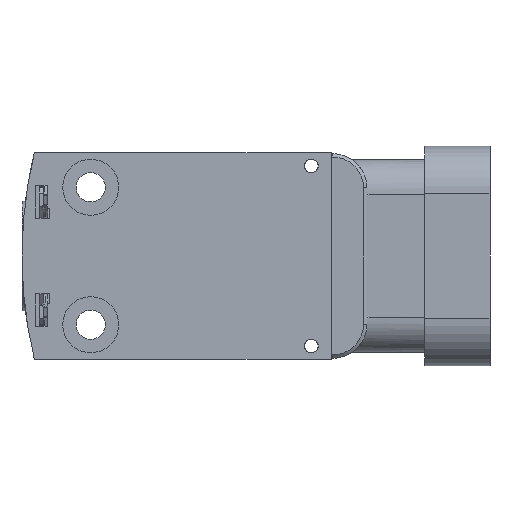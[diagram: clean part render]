
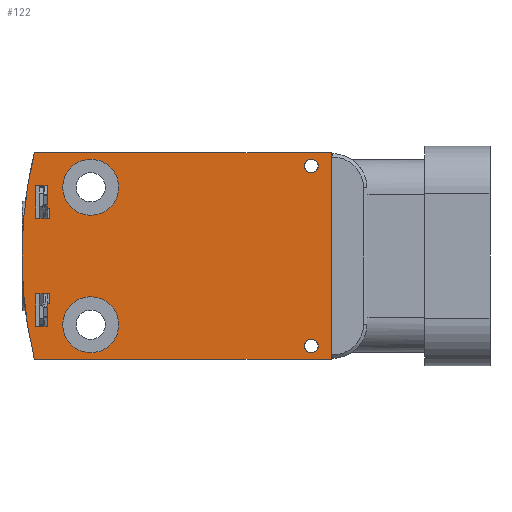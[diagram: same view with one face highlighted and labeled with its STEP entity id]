
A CAD part, left-side view. The second image highlights one B-rep face of the part: STEP entity #122.
In plain terms, the highlighted planar face has unit normal (-1, 0, 0).
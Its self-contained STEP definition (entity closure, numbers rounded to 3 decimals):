
#122=ADVANCED_FACE('',(#968,#969,#970,#971,#972,#973,#974),#975,.T.);
#968=FACE_OUTER_BOUND('',#2786,.T.);
#969=FACE_BOUND('',#2787,.T.);
#970=FACE_BOUND('',#2788,.T.);
#971=FACE_BOUND('',#2789,.T.);
#972=FACE_BOUND('',#2790,.T.);
#973=FACE_BOUND('',#2791,.T.);
#974=FACE_BOUND('',#2792,.T.);
#975=PLANE('',#2793);
#2786=EDGE_LOOP('',(#5898,#5899,#5900,#5901,#5902,#5903,#5904,#5905));
#2787=EDGE_LOOP('',(#5906,#5907));
#2788=EDGE_LOOP('',(#5908,#5909));
#2789=EDGE_LOOP('',(#5910,#5911,#5912,#5913,#5914,#5915));
#2790=EDGE_LOOP('',(#5916,#5917,#5918,#5919,#5920,#5921));
#2791=EDGE_LOOP('',(#5922,#5923));
#2792=EDGE_LOOP('',(#5924,#5925));
#2793=AXIS2_PLACEMENT_3D('',#5926,#5927,#5928);
#5898=ORIENTED_EDGE('',*,*,#11919,.F.);
#5899=ORIENTED_EDGE('',*,*,#11618,.T.);
#5900=ORIENTED_EDGE('',*,*,#11920,.T.);
#5901=ORIENTED_EDGE('',*,*,#11622,.F.);
#5902=ORIENTED_EDGE('',*,*,#11921,.F.);
#5903=ORIENTED_EDGE('',*,*,#11922,.T.);
#5904=ORIENTED_EDGE('',*,*,#11923,.F.);
#5905=ORIENTED_EDGE('',*,*,#11924,.F.);
#5906=ORIENTED_EDGE('',*,*,#11925,.F.);
#5907=ORIENTED_EDGE('',*,*,#11926,.F.);
#5908=ORIENTED_EDGE('',*,*,#11927,.F.);
#5909=ORIENTED_EDGE('',*,*,#11928,.F.);
#5910=ORIENTED_EDGE('',*,*,#11929,.T.);
#5911=ORIENTED_EDGE('',*,*,#11691,.F.);
#5912=ORIENTED_EDGE('',*,*,#11682,.T.);
#5913=ORIENTED_EDGE('',*,*,#11930,.T.);
#5914=ORIENTED_EDGE('',*,*,#11931,.F.);
#5915=ORIENTED_EDGE('',*,*,#11932,.T.);
#5916=ORIENTED_EDGE('',*,*,#11886,.T.);
#5917=ORIENTED_EDGE('',*,*,#11918,.T.);
#5918=ORIENTED_EDGE('',*,*,#11824,.T.);
#5919=ORIENTED_EDGE('',*,*,#11933,.T.);
#5920=ORIENTED_EDGE('',*,*,#11934,.F.);
#5921=ORIENTED_EDGE('',*,*,#11935,.T.);
#5922=ORIENTED_EDGE('',*,*,#11936,.T.);
#5923=ORIENTED_EDGE('',*,*,#11937,.T.);
#5924=ORIENTED_EDGE('',*,*,#11938,.T.);
#5925=ORIENTED_EDGE('',*,*,#11939,.T.);
#5926=CARTESIAN_POINT('',(-7.95,0.0,15.0));
#5927=DIRECTION('',(-1.0,0.0,0.0));
#5928=DIRECTION('',(0.0,0.0,1.0));
#11618=EDGE_CURVE('',#13745,#13743,#13746,.T.);
#11622=EDGE_CURVE('',#13751,#13753,#13754,.T.);
#11682=EDGE_CURVE('',#13868,#13866,#13869,.T.);
#11691=EDGE_CURVE('',#13868,#13882,#13883,.T.);
#11824=EDGE_CURVE('',#14119,#14117,#14120,.T.);
#11886=EDGE_CURVE('',#14219,#14217,#14220,.T.);
#11918=EDGE_CURVE('',#14217,#14119,#14273,.T.);
#11919=EDGE_CURVE('',#13745,#14274,#14275,.T.);
#11920=EDGE_CURVE('',#13743,#13753,#14276,.T.);
#11921=EDGE_CURVE('',#14277,#13751,#14278,.T.);
#11922=EDGE_CURVE('',#14277,#14279,#14280,.T.);
#11923=EDGE_CURVE('',#14281,#14279,#14282,.T.);
#11924=EDGE_CURVE('',#14274,#14281,#14283,.T.);
#11925=EDGE_CURVE('',#14284,#14285,#14286,.T.);
#11926=EDGE_CURVE('',#14285,#14284,#14287,.T.);
#11927=EDGE_CURVE('',#14288,#14289,#14290,.T.);
#11928=EDGE_CURVE('',#14289,#14288,#14291,.T.);
#11929=EDGE_CURVE('',#14292,#13882,#14293,.T.);
#11930=EDGE_CURVE('',#13866,#14294,#14295,.T.);
#11931=EDGE_CURVE('',#14296,#14294,#14297,.T.);
#11932=EDGE_CURVE('',#14296,#14292,#14298,.T.);
#11933=EDGE_CURVE('',#14117,#14299,#14300,.T.);
#11934=EDGE_CURVE('',#14301,#14299,#14302,.T.);
#11935=EDGE_CURVE('',#14301,#14219,#14303,.T.);
#11936=EDGE_CURVE('',#14304,#14305,#14306,.T.);
#11937=EDGE_CURVE('',#14305,#14304,#14307,.T.);
#11938=EDGE_CURVE('',#14308,#14309,#14310,.T.);
#11939=EDGE_CURVE('',#14309,#14308,#14311,.T.);
#13743=VERTEX_POINT('',#17228);
#13745=VERTEX_POINT('',#17230);
#13746=LINE('',#17231,#17232);
#13751=VERTEX_POINT('',#17272);
#13753=VERTEX_POINT('',#17308);
#13754=LINE('',#17309,#17310);
#13866=VERTEX_POINT('',#17543);
#13868=VERTEX_POINT('',#17546);
#13869=LINE('',#17547,#17548);
#13882=VERTEX_POINT('',#17583);
#13883=LINE('',#17584,#17585);
#14117=VERTEX_POINT('',#17967);
#14119=VERTEX_POINT('',#17970);
#14120=LINE('',#17971,#17972);
#14217=VERTEX_POINT('',#18272);
#14219=VERTEX_POINT('',#18275);
#14220=LINE('',#18276,#18277);
#14273=LINE('',#18396,#18397);
#14274=VERTEX_POINT('',#18398);
#14275=CIRCLE('',#18399,63.4);
#14276=LINE('',#18400,#18401);
#14277=VERTEX_POINT('',#18402);
#14278=CIRCLE('',#18403,63.4);
#14279=VERTEX_POINT('',#18404);
#14280=LINE('',#18405,#18406);
#14281=VERTEX_POINT('',#18407);
#14282=LINE('',#18408,#18409);
#14283=LINE('',#18410,#18411);
#14284=VERTEX_POINT('',#18412);
#14285=VERTEX_POINT('',#18413);
#14286=CIRCLE('',#18414,4.075);
#14287=CIRCLE('',#18415,4.075);
#14288=VERTEX_POINT('',#18416);
#14289=VERTEX_POINT('',#18417);
#14290=CIRCLE('',#18418,4.075);
#14291=CIRCLE('',#18419,4.075);
#14292=VERTEX_POINT('',#18420);
#14293=LINE('',#18421,#18422);
#14294=VERTEX_POINT('',#18423);
#14295=LINE('',#18424,#18425);
#14296=VERTEX_POINT('',#18426);
#14297=LINE('',#18427,#18428);
#14298=LINE('',#18429,#18430);
#14299=VERTEX_POINT('',#18431);
#14300=LINE('',#18432,#18433);
#14301=VERTEX_POINT('',#18434);
#14302=LINE('',#18435,#18436);
#14303=LINE('',#18437,#18438);
#14304=VERTEX_POINT('',#18439);
#14305=VERTEX_POINT('',#18440);
#14306=CIRCLE('',#18441,1.0);
#14307=CIRCLE('',#18442,1.0);
#14308=VERTEX_POINT('',#18443);
#14309=VERTEX_POINT('',#18444);
#14310=CIRCLE('',#18445,1.0);
#14311=CIRCLE('',#18446,1.0);
#17228=CARTESIAN_POINT('',(-7.95,0.0,0.893));
#17230=CARTESIAN_POINT('',(-7.95,-0.006,0.893));
#17231=CARTESIAN_POINT('',(-7.95,-0.006,0.893));
#17232=VECTOR('',#23714,0.006);
#17272=CARTESIAN_POINT('',(-7.95,-0.006,-0.893));
#17308=CARTESIAN_POINT('',(-7.95,0.0,-0.893));
#17309=CARTESIAN_POINT('',(-7.95,-0.006,-0.893));
#17310=VECTOR('',#23716,0.006);
#17543=CARTESIAN_POINT('',(-7.95,-3.65,-10.25));
#17546=CARTESIAN_POINT('',(-7.95,-3.65,-6.975));
#17547=CARTESIAN_POINT('',(-7.95,-3.65,-6.975));
#17548=VECTOR('',#23788,3.275);
#17583=CARTESIAN_POINT('',(-7.95,-4.0,-6.975));
#17584=CARTESIAN_POINT('',(-7.95,-3.65,-6.975));
#17585=VECTOR('',#23795,0.35);
#17967=CARTESIAN_POINT('',(-7.95,-4.0,5.5));
#17970=CARTESIAN_POINT('',(-7.95,-4.0,6.975));
#17971=CARTESIAN_POINT('',(-7.95,-4.0,6.975));
#17972=VECTOR('',#23984,1.475);
#18272=CARTESIAN_POINT('',(-7.95,-3.65,6.975));
#18275=CARTESIAN_POINT('',(-7.95,-3.65,10.25));
#18276=CARTESIAN_POINT('',(-7.95,-3.65,10.25));
#18277=VECTOR('',#24045,3.275);
#18396=CARTESIAN_POINT('',(-7.95,-3.65,6.975));
#18397=VECTOR('',#24079,0.35);
#18398=CARTESIAN_POINT('',(-7.95,-1.8,15.0));
#18399=AXIS2_PLACEMENT_3D('',#24080,#24081,#24082);
#18400=CARTESIAN_POINT('',(-7.95,0.0,0.893));
#18401=VECTOR('',#24083,1.786);
#18402=CARTESIAN_POINT('',(-7.95,-1.8,-15.0));
#18403=AXIS2_PLACEMENT_3D('',#24084,#24085,#24086);
#18404=CARTESIAN_POINT('',(-7.95,-45.0,-15.0));
#18405=CARTESIAN_POINT('',(-7.95,-1.8,-15.0));
#18406=VECTOR('',#24087,43.2);
#18407=CARTESIAN_POINT('',(-7.95,-45.0,15.0));
#18408=CARTESIAN_POINT('',(-7.95,-45.0,15.0));
#18409=VECTOR('',#24088,30.0);
#18410=CARTESIAN_POINT('',(-7.95,-1.8,15.0));
#18411=VECTOR('',#24089,43.2);
#18412=CARTESIAN_POINT('',(-7.95,-10.0,5.925));
#18413=CARTESIAN_POINT('',(-7.95,-10.0,14.075));
#18414=AXIS2_PLACEMENT_3D('',#24090,#24091,#24092);
#18415=AXIS2_PLACEMENT_3D('',#24093,#24094,#24095);
#18416=CARTESIAN_POINT('',(-7.95,-10.0,-14.075));
#18417=CARTESIAN_POINT('',(-7.95,-10.0,-5.925));
#18418=AXIS2_PLACEMENT_3D('',#24096,#24097,#24098);
#18419=AXIS2_PLACEMENT_3D('',#24099,#24100,#24101);
#18420=CARTESIAN_POINT('',(-7.95,-4.0,-5.5));
#18421=CARTESIAN_POINT('',(-7.95,-4.0,-5.5));
#18422=VECTOR('',#24102,1.475);
#18423=CARTESIAN_POINT('',(-7.95,-2.0,-10.25));
#18424=CARTESIAN_POINT('',(-7.95,-3.65,-10.25));
#18425=VECTOR('',#24103,1.65);
#18426=CARTESIAN_POINT('',(-7.95,-2.0,-5.5));
#18427=CARTESIAN_POINT('',(-7.95,-2.0,-5.5));
#18428=VECTOR('',#24104,4.75);
#18429=CARTESIAN_POINT('',(-7.95,-2.0,-5.5));
#18430=VECTOR('',#24105,2.0);
#18431=CARTESIAN_POINT('',(-7.95,-2.0,5.5));
#18432=CARTESIAN_POINT('',(-7.95,-4.0,5.5));
#18433=VECTOR('',#24106,2.0);
#18434=CARTESIAN_POINT('',(-7.95,-2.0,10.25));
#18435=CARTESIAN_POINT('',(-7.95,-2.0,10.25));
#18436=VECTOR('',#24107,4.75);
#18437=CARTESIAN_POINT('',(-7.95,-2.0,10.25));
#18438=VECTOR('',#24108,1.65);
#18439=CARTESIAN_POINT('',(-7.95,-42.1,12.1));
#18440=CARTESIAN_POINT('',(-7.95,-42.1,14.1));
#18441=AXIS2_PLACEMENT_3D('',#24109,#24110,#24111);
#18442=AXIS2_PLACEMENT_3D('',#24112,#24113,#24114);
#18443=CARTESIAN_POINT('',(-7.95,-42.1,-14.1));
#18444=CARTESIAN_POINT('',(-7.95,-42.1,-12.1));
#18445=AXIS2_PLACEMENT_3D('',#24115,#24116,#24117);
#18446=AXIS2_PLACEMENT_3D('',#24118,#24119,#24120);
#23714=DIRECTION('',(0.0,1.0,0.));
#23716=DIRECTION('',(0.,1.0,0.));
#23788=DIRECTION('',(0.0,0.0,-1.0));
#23795=DIRECTION('',(0.0,-1.0,0.0));
#23984=DIRECTION('',(0.0,0.0,-1.0));
#24045=DIRECTION('',(0.0,0.0,-1.0));
#24079=DIRECTION('',(0.0,-1.0,0.0));
#24080=CARTESIAN_POINT('',(-7.95,-63.4,0.0));
#24081=DIRECTION('',(1.0,0.0,-0.0));
#24082=DIRECTION('',(0.0,1.,0.014));
#24083=DIRECTION('',(0.0,0.0,-1.0));
#24084=CARTESIAN_POINT('',(-7.95,-63.4,0.0));
#24085=DIRECTION('',(1.0,0.0,0.0));
#24086=DIRECTION('',(0.0,0.972,-0.237));
#24087=DIRECTION('',(0.0,-1.0,0.0));
#24088=DIRECTION('',(0.0,0.0,-1.0));
#24089=DIRECTION('',(0.0,-1.0,0.0));
#24090=CARTESIAN_POINT('',(-7.95,-10.0,10.0));
#24091=DIRECTION('',(-1.0,0.0,0.0));
#24092=DIRECTION('',(0.0,0.0,-1.0));
#24093=CARTESIAN_POINT('',(-7.95,-10.0,10.0));
#24094=DIRECTION('',(-1.0,0.0,0.0));
#24095=DIRECTION('',(0.0,0.0,1.0));
#24096=CARTESIAN_POINT('',(-7.95,-10.0,-10.0));
#24097=DIRECTION('',(-1.0,0.0,0.0));
#24098=DIRECTION('',(0.0,0.0,-1.0));
#24099=CARTESIAN_POINT('',(-7.95,-10.0,-10.0));
#24100=DIRECTION('',(-1.0,0.0,0.0));
#24101=DIRECTION('',(0.0,0.0,1.0));
#24102=DIRECTION('',(0.0,0.0,-1.0));
#24103=DIRECTION('',(0.0,1.0,0.0));
#24104=DIRECTION('',(0.0,0.0,-1.0));
#24105=DIRECTION('',(0.0,-1.0,0.0));
#24106=DIRECTION('',(0.0,1.0,0.0));
#24107=DIRECTION('',(0.0,0.0,-1.0));
#24108=DIRECTION('',(0.0,-1.0,0.0));
#24109=CARTESIAN_POINT('',(-7.95,-42.1,13.1));
#24110=DIRECTION('',(1.0,0.0,0.0));
#24111=DIRECTION('',(0.0,0.0,-1.0));
#24112=CARTESIAN_POINT('',(-7.95,-42.1,13.1));
#24113=DIRECTION('',(1.0,0.0,-0.0));
#24114=DIRECTION('',(0.0,0.0,1.0));
#24115=CARTESIAN_POINT('',(-7.95,-42.1,-13.1));
#24116=DIRECTION('',(1.0,0.0,0.0));
#24117=DIRECTION('',(0.0,0.0,-1.0));
#24118=CARTESIAN_POINT('',(-7.95,-42.1,-13.1));
#24119=DIRECTION('',(1.0,0.0,-0.0));
#24120=DIRECTION('',(0.0,0.0,1.0));
